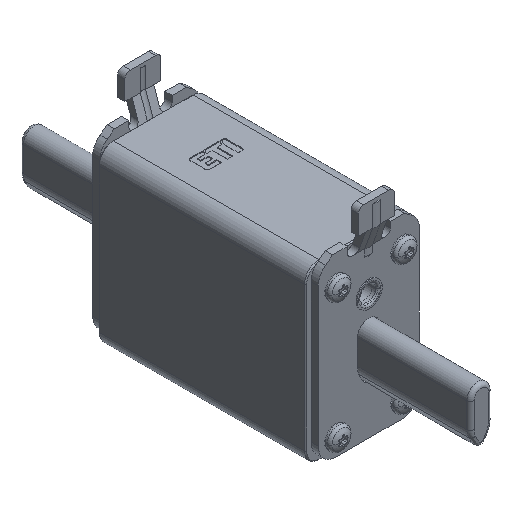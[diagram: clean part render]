
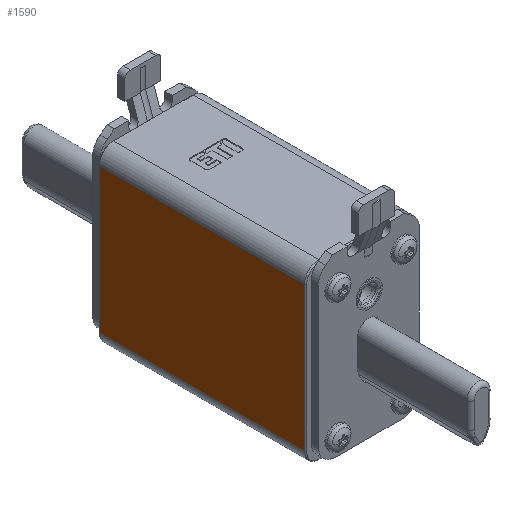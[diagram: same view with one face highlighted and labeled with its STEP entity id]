
A CAD part, isometric view. The second image highlights one B-rep face of the part: STEP entity #1590.
In plain terms, the highlighted planar face has unit normal (-1, 0, 0).
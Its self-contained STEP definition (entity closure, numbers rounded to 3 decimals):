
#250=DIRECTION('',(0.,0.,1.));
#251=VECTOR('',#250,40.);
#252=CARTESIAN_POINT('',(-15.,-28.45,-20.));
#253=LINE('',#252,#251);
#458=DIRECTION('',(0.,0.,-1.));
#459=VECTOR('',#458,40.);
#460=CARTESIAN_POINT('',(-15.,28.45,20.));
#461=LINE('',#460,#459);
#479=DIRECTION('',(0.,1.,0.));
#480=VECTOR('',#479,56.9);
#481=CARTESIAN_POINT('',(-15.,-28.45,20.));
#482=LINE('',#481,#480);
#483=DIRECTION('',(0.,-1.,0.));
#484=VECTOR('',#483,56.9);
#485=CARTESIAN_POINT('',(-15.,28.45,-20.));
#486=LINE('',#485,#484);
#909=CARTESIAN_POINT('',(-15.,28.45,-20.));
#910=VERTEX_POINT('',#909);
#911=CARTESIAN_POINT('',(-15.,28.45,20.));
#912=VERTEX_POINT('',#911);
#985=CARTESIAN_POINT('',(-15.,-28.45,-20.));
#986=VERTEX_POINT('',#985);
#987=CARTESIAN_POINT('',(-15.,-28.45,20.));
#988=VERTEX_POINT('',#987);
#1578=CARTESIAN_POINT('',(-15.,-28.75,-24.));
#1579=DIRECTION('',(-1.,0.,0.));
#1580=DIRECTION('',(0.,0.,1.));
#1581=AXIS2_PLACEMENT_3D('',#1578,#1579,#1580);
#1582=PLANE('',#1581);
#1583=ORIENTED_EDGE('',*,*,#1525,.F.);
#1584=ORIENTED_EDGE('',*,*,#1566,.F.);
#1585=ORIENTED_EDGE('',*,*,#1122,.F.);
#1587=ORIENTED_EDGE('',*,*,#1586,.F.);
#1588=EDGE_LOOP('',(#1583,#1584,#1585,#1587));
#1589=FACE_OUTER_BOUND('',#1588,.F.);
#1122=EDGE_CURVE('',#986,#988,#253,.T.);
#1525=EDGE_CURVE('',#912,#910,#461,.T.);
#1566=EDGE_CURVE('',#988,#912,#482,.T.);
#1586=EDGE_CURVE('',#910,#986,#486,.T.);
#1590=ADVANCED_FACE('',(#1589),#1582,.T.);
